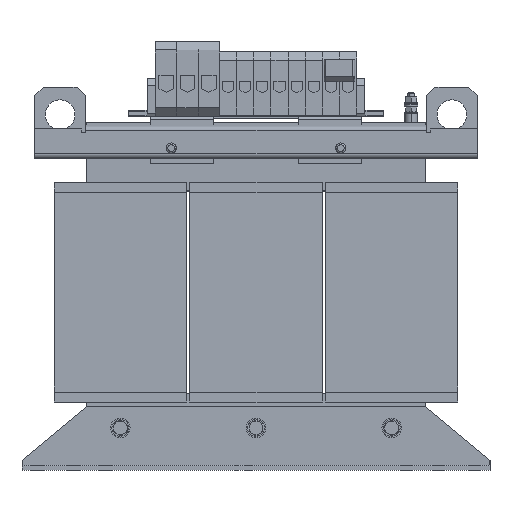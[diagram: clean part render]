
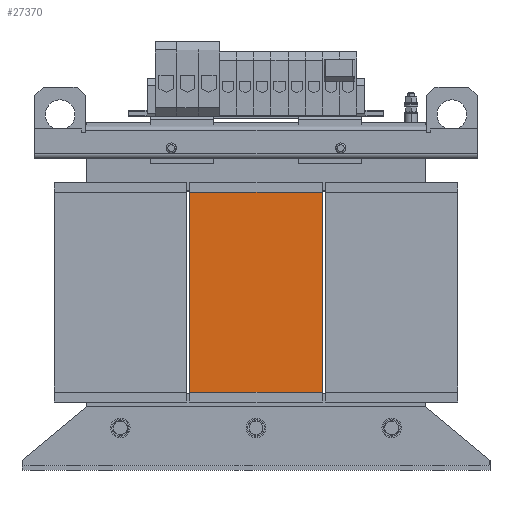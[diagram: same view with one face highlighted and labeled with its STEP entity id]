
A CAD part, top view. The second image highlights one B-rep face of the part: STEP entity #27370.
In plain terms, the highlighted planar face has unit normal (0, 0, 1).
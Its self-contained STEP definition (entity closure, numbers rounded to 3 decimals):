
#921 = LINE ( 'NONE', #32703, #10943 ) ;
#1565 = EDGE_CURVE ( 'NONE', #33525, #9082, #32515, .T. ) ;
#2161 = CARTESIAN_POINT ( 'NONE',  ( 78., 0., 92. ) ) ;
#2265 = DIRECTION ( 'NONE',  ( 0., -1., 0. ) ) ;
#2908 = EDGE_CURVE ( 'NONE', #26567, #33525, #31553, .T. ) ;
#3043 = VECTOR ( 'NONE', #20371, 1000. ) ;
#4738 = DIRECTION ( 'NONE',  ( 0., 1., 0. ) ) ;
#7926 = VERTEX_POINT ( 'NONE', #33584 ) ;
#9082 = VERTEX_POINT ( 'NONE', #23250 ) ;
#10831 = EDGE_LOOP ( 'NONE', ( #12804, #27711, #22812, #18109 ) ) ;
#10943 = VECTOR ( 'NONE', #31826, 1000. ) ;
#12804 = ORIENTED_EDGE ( 'NONE', *, *, #32672, .T. ) ;
#12991 = CARTESIAN_POINT ( 'NONE',  ( 78., 0., 92. ) ) ;
#13013 = PLANE ( 'NONE',  #15802 ) ;
#13606 = CARTESIAN_POINT ( 'NONE',  ( 78., 117.8, 92. ) ) ;
#15802 = AXIS2_PLACEMENT_3D ( 'NONE', #2161, #18169, #4738 ) ;
#15855 = FACE_OUTER_BOUND ( 'NONE', #10831, .T. ) ;
#16522 = DIRECTION ( 'NONE',  ( -1., 0., 0. ) ) ;
#18109 = ORIENTED_EDGE ( 'NONE', *, *, #19281, .T. ) ;
#18169 = DIRECTION ( 'NONE',  ( 0., 0., -1. ) ) ;
#19281 = EDGE_CURVE ( 'NONE', #26567, #7926, #30081, .T. ) ;
#19341 = CARTESIAN_POINT ( 'NONE',  ( 78., -117.8, 92. ) ) ;
#20371 = DIRECTION ( 'NONE',  ( -1., 0., 0. ) ) ;
#21617 = VECTOR ( 'NONE', #2265, 1000. ) ;
#22812 = ORIENTED_EDGE ( 'NONE', *, *, #2908, .F. ) ;
#23250 = CARTESIAN_POINT ( 'NONE',  ( -78., -117.8, 92. ) ) ;
#25417 = CARTESIAN_POINT ( 'NONE',  ( 78., 117.8, 92. ) ) ;
#26567 = VERTEX_POINT ( 'NONE', #13606 ) ;
#27370 = ADVANCED_FACE ( 'NONE', ( #15855 ), #13013, .F. ) ;
#27648 = CARTESIAN_POINT ( 'NONE',  ( 78., -117.8, 92. ) ) ;
#27711 = ORIENTED_EDGE ( 'NONE', *, *, #1565, .F. ) ;
#28707 = VECTOR ( 'NONE', #16522, 1000. ) ;
#30081 = LINE ( 'NONE', #25417, #3043 ) ;
#31553 = LINE ( 'NONE', #12991, #21617 ) ;
#31826 = DIRECTION ( 'NONE',  ( 0., -1., 0. ) ) ;
#32515 = LINE ( 'NONE', #19341, #28707 ) ;
#32672 = EDGE_CURVE ( 'NONE', #7926, #9082, #921, .T. ) ;
#32703 = CARTESIAN_POINT ( 'NONE',  ( -78., 0., 92. ) ) ;
#33525 = VERTEX_POINT ( 'NONE', #27648 ) ;
#33584 = CARTESIAN_POINT ( 'NONE',  ( -78., 117.8, 92. ) ) ;
